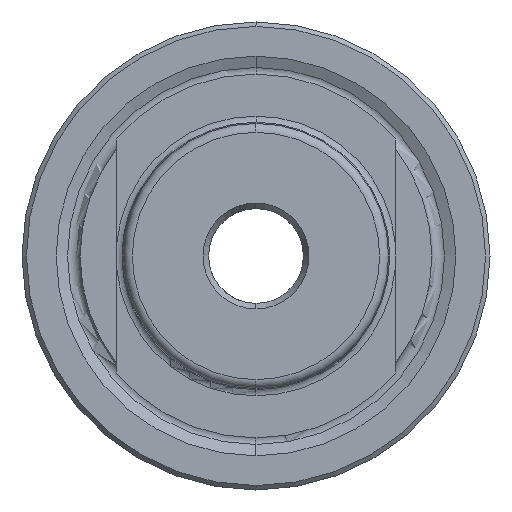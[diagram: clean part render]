
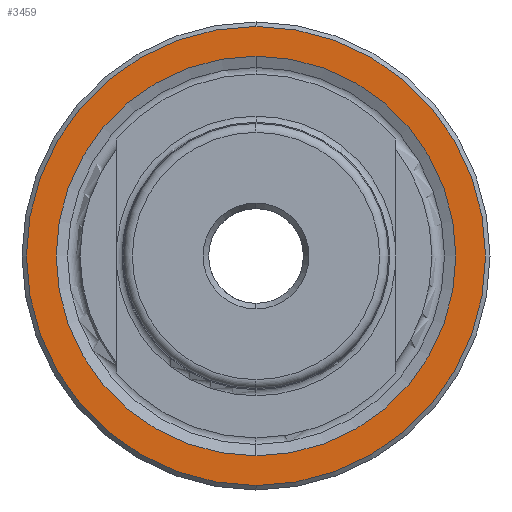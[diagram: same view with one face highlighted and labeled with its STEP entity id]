
A CAD part, left-side view. The second image highlights one B-rep face of the part: STEP entity #3459.
In plain terms, the highlighted planar face has unit normal (-1, 0, 0).
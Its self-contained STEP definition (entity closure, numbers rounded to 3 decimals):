
#39 = CARTESIAN_POINT ( 'NONE',  ( 24., 0., -17.932 ) ) ;
#69 = EDGE_CURVE ( 'NONE', #1284, #3754, #2994, .T. ) ;
#105 = VERTEX_POINT ( 'NONE', #1615 ) ;
#218 = VERTEX_POINT ( 'NONE', #39 ) ;
#454 = EDGE_LOOP ( 'NONE', ( #4341, #4117 ) ) ;
#655 = CIRCLE ( 'NONE', #991, 17.932 ) ;
#862 = DIRECTION ( 'NONE',  ( -1., 0., 0. ) ) ;
#991 = AXIS2_PLACEMENT_3D ( 'NONE', #3974, #3976, #3981 ) ;
#1095 = FACE_BOUND ( 'NONE', #454, .T. ) ;
#1284 = VERTEX_POINT ( 'NONE', #3274 ) ;
#1304 = DIRECTION ( 'NONE',  ( 0., 0., 1. ) ) ;
#1312 = AXIS2_PLACEMENT_3D ( 'NONE', #1357, #862, #1304 ) ;
#1357 = CARTESIAN_POINT ( 'NONE',  ( 24., 0., 0. ) ) ;
#1401 = EDGE_CURVE ( 'NONE', #3754, #1284, #2516, .T. ) ;
#1412 = EDGE_LOOP ( 'NONE', ( #3232, #2769 ) ) ;
#1427 = EDGE_CURVE ( 'NONE', #105, #218, #655, .T. ) ;
#1463 = AXIS2_PLACEMENT_3D ( 'NONE', #3856, #3858, #3862 ) ;
#1615 = CARTESIAN_POINT ( 'NONE',  ( 24., 0., 17.932 ) ) ;
#1878 = DIRECTION ( 'NONE',  ( 0., 0., -1. ) ) ;
#1898 = DIRECTION ( 'NONE',  ( 1., 0., 0. ) ) ;
#1924 = FACE_OUTER_BOUND ( 'NONE', #1412, .T. ) ;
#1925 = CARTESIAN_POINT ( 'NONE',  ( 24., 17.932, 0. ) ) ;
#2059 = PLANE ( 'NONE',  #3805 ) ;
#2516 = CIRCLE ( 'NONE', #1463, 20.6 ) ;
#2564 = EDGE_CURVE ( 'NONE', #218, #105, #2649, .T. ) ;
#2635 = AXIS2_PLACEMENT_3D ( 'NONE', #3724, #3535, #3488 ) ;
#2649 = CIRCLE ( 'NONE', #2635, 17.932 ) ;
#2769 = ORIENTED_EDGE ( 'NONE', *, *, #69, .T. ) ;
#2876 = CARTESIAN_POINT ( 'NONE',  ( 24., 0., -20.6 ) ) ;
#2994 = CIRCLE ( 'NONE', #1312, 20.6 ) ;
#3232 = ORIENTED_EDGE ( 'NONE', *, *, #1401, .T. ) ;
#3274 = CARTESIAN_POINT ( 'NONE',  ( 24., 0., 20.6 ) ) ;
#3459 = ADVANCED_FACE ( 'NONE', ( #1095, #1924 ), #2059, .F. ) ;
#3488 = DIRECTION ( 'NONE',  ( 0., 0., 1. ) ) ;
#3535 = DIRECTION ( 'NONE',  ( -1., 0., 0. ) ) ;
#3724 = CARTESIAN_POINT ( 'NONE',  ( 24., 0., 0. ) ) ;
#3754 = VERTEX_POINT ( 'NONE', #2876 ) ;
#3805 = AXIS2_PLACEMENT_3D ( 'NONE', #1925, #1898, #1878 ) ;
#3856 = CARTESIAN_POINT ( 'NONE',  ( 24., 0., 0. ) ) ;
#3858 = DIRECTION ( 'NONE',  ( -1., 0., 0. ) ) ;
#3862 = DIRECTION ( 'NONE',  ( 0., 0., 1. ) ) ;
#3974 = CARTESIAN_POINT ( 'NONE',  ( 24., 0., 0. ) ) ;
#3976 = DIRECTION ( 'NONE',  ( -1., 0., 0. ) ) ;
#3981 = DIRECTION ( 'NONE',  ( 0., 0., 1. ) ) ;
#4117 = ORIENTED_EDGE ( 'NONE', *, *, #2564, .F. ) ;
#4341 = ORIENTED_EDGE ( 'NONE', *, *, #1427, .F. ) ;
